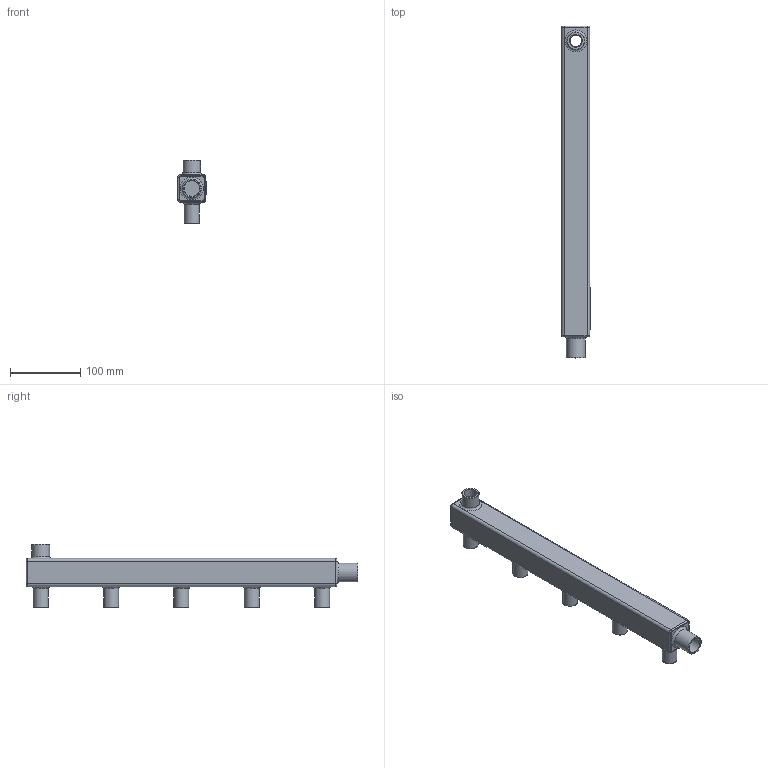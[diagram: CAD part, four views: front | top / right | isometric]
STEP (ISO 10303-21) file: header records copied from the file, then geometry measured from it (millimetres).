
FILE_DESCRIPTION(('STEP AP203'), '1');
FILE_NAME('DM-20-15x5.17', '', ('UNSPECIFIED'), ('UNSPECIFIED'), 'ASCON STEP Converter 1.6', 'ASCON Math Kernel', '');
FILE_SCHEMA(('CONFIG_CONTROL_DESIGN'));
Length unit declared in the file: millimetre
Bounding box: 40.55 x 472 x 90 mm (x, y, z)
Volume: 167928.4 mm3; surface area: 156948 mm2
Topology: 1 solids, 1 shells, 393 faces, 1087 edges, 708 vertices
Faces by surface type: bspline 171, plane 122, cylinder 58, torus 23, cone 19
Full cylindrical faces by diameter (mm): 16.3 x5, 18.632 x1, 20 x5, 21.3 x5, 22 x1, 24 x1, 25 x2, 26.8 x1
Entity records: 20411 total; most frequent: CARTESIAN_POINT 8716, ORIENTED_EDGE 2080, DIRECTION 1142, EDGE_CURVE 1040, VERTEX_POINT 708, B_SPLINE_CURVE_WITH_KNOTS 516, EDGE_LOOP 480, FACE_BOUND 402
